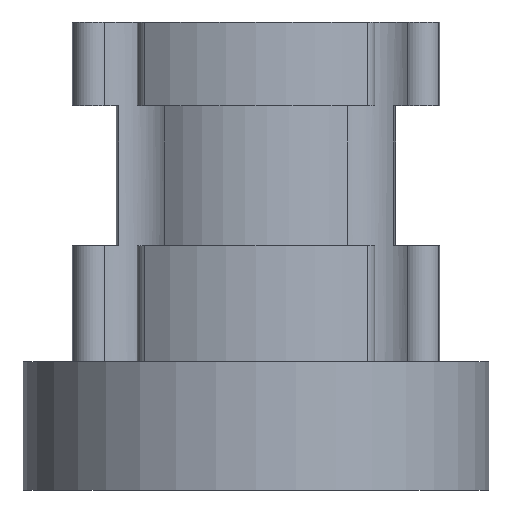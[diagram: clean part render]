
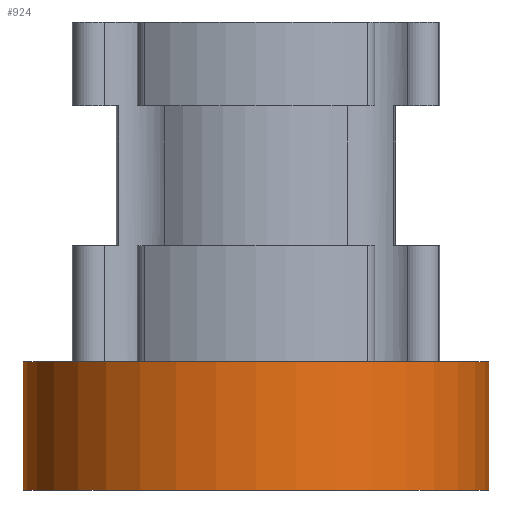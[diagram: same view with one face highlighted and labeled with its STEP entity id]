
A CAD part, front view. The second image highlights one B-rep face of the part: STEP entity #924.
In plain terms, the highlighted cylindrical face has radius 10 mm (diameter 20 mm), a partial arc.
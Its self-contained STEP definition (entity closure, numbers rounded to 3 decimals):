
#5 = CIRCLE ( 'NONE', #1237, 10. ) ;
#104 = DIRECTION ( 'NONE',  ( 0., 0., 1. ) ) ;
#129 = CARTESIAN_POINT ( 'NONE',  ( 10., 0., 3. ) ) ;
#132 = EDGE_CURVE ( 'NONE', #1282, #994, #267, .T. ) ;
#138 = DIRECTION ( 'NONE',  ( 1., 0., 0. ) ) ;
#185 = VERTEX_POINT ( 'NONE', #899 ) ;
#219 = ORIENTED_EDGE ( 'NONE', *, *, #980, .T. ) ;
#220 = CIRCLE ( 'NONE', #1622, 10. ) ;
#228 = CARTESIAN_POINT ( 'NONE',  ( 10., 0., 5.5 ) ) ;
#267 = LINE ( 'NONE', #129, #1332 ) ;
#276 = CARTESIAN_POINT ( 'NONE',  ( 0., 0., 0. ) ) ;
#322 = EDGE_CURVE ( 'NONE', #185, #507, #456, .T. ) ;
#370 = ORIENTED_EDGE ( 'NONE', *, *, #322, .T. ) ;
#433 = CYLINDRICAL_SURFACE ( 'NONE', #1947, 10. ) ;
#456 = LINE ( 'NONE', #779, #1308 ) ;
#507 = VERTEX_POINT ( 'NONE', #1631 ) ;
#600 = CARTESIAN_POINT ( 'NONE',  ( 0., 0., 3. ) ) ;
#692 = EDGE_LOOP ( 'NONE', ( #1840, #974, #370, #219 ) ) ;
#779 = CARTESIAN_POINT ( 'NONE',  ( -10., 0., 3. ) ) ;
#863 = DIRECTION ( 'NONE',  ( 0., 0., -1. ) ) ;
#899 = CARTESIAN_POINT ( 'NONE',  ( -10., 0., 5.5 ) ) ;
#924 = ADVANCED_FACE ( 'NONE', ( #1076 ), #433, .T. ) ;
#974 = ORIENTED_EDGE ( 'NONE', *, *, #1378, .F. ) ;
#980 = EDGE_CURVE ( 'NONE', #507, #994, #5, .T. ) ;
#994 = VERTEX_POINT ( 'NONE', #1361 ) ;
#1002 = DIRECTION ( 'NONE',  ( 1., 0., 0. ) ) ;
#1076 = FACE_OUTER_BOUND ( 'NONE', #692, .T. ) ;
#1234 = DIRECTION ( 'NONE',  ( 0., 0., -1. ) ) ;
#1237 = AXIS2_PLACEMENT_3D ( 'NONE', #276, #104, #138 ) ;
#1282 = VERTEX_POINT ( 'NONE', #228 ) ;
#1308 = VECTOR ( 'NONE', #1234, 1000. ) ;
#1328 = CARTESIAN_POINT ( 'NONE',  ( 0., 0., 5.5 ) ) ;
#1332 = VECTOR ( 'NONE', #863, 1000. ) ;
#1361 = CARTESIAN_POINT ( 'NONE',  ( 10., 0., 0. ) ) ;
#1378 = EDGE_CURVE ( 'NONE', #185, #1282, #220, .T. ) ;
#1622 = AXIS2_PLACEMENT_3D ( 'NONE', #1328, #1776, #1002 ) ;
#1631 = CARTESIAN_POINT ( 'NONE',  ( -10., 0., 0. ) ) ;
#1667 = DIRECTION ( 'NONE',  ( 0., 0., -1. ) ) ;
#1686 = DIRECTION ( 'NONE',  ( -1., 0., 0. ) ) ;
#1776 = DIRECTION ( 'NONE',  ( 0., 0., 1. ) ) ;
#1840 = ORIENTED_EDGE ( 'NONE', *, *, #132, .F. ) ;
#1947 = AXIS2_PLACEMENT_3D ( 'NONE', #600, #1667, #1686 ) ;
